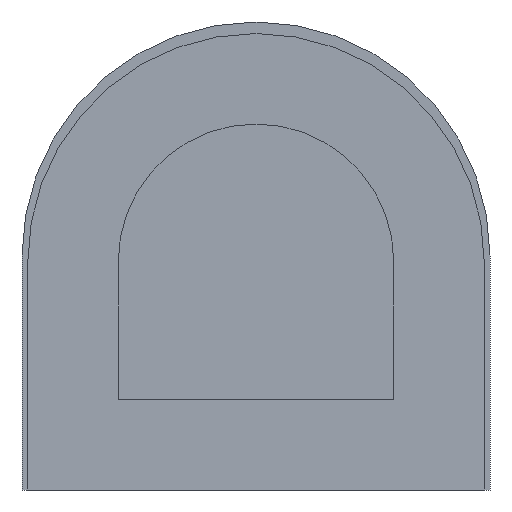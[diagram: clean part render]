
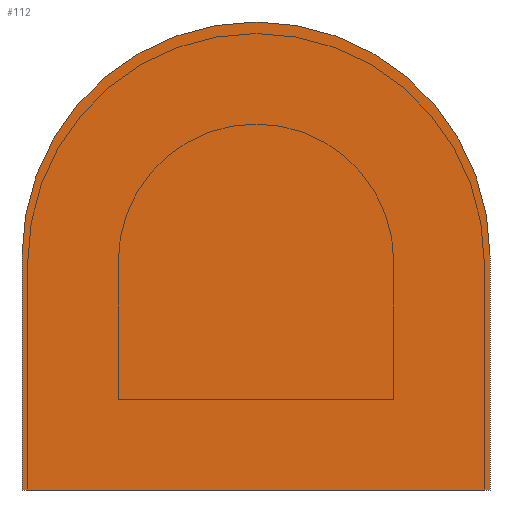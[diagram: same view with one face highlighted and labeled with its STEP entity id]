
A CAD part, front view. The second image highlights one B-rep face of the part: STEP entity #112.
In plain terms, the highlighted planar face has unit normal (0, -1, 0).
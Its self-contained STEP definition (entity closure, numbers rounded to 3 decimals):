
#112 = ADVANCED_FACE( '', ( #197 ), #198, .T. );
#197 = FACE_OUTER_BOUND( '', #261, .T. );
#198 = PLANE( '', #262 );
#261 = EDGE_LOOP( '', ( #394, #395, #396, #397 ) );
#262 = AXIS2_PLACEMENT_3D( '', #398, #399, #400 );
#394 = ORIENTED_EDGE( '', *, *, #438, .T. );
#395 = ORIENTED_EDGE( '', *, *, #451, .T. );
#396 = ORIENTED_EDGE( '', *, *, #424, .T. );
#397 = ORIENTED_EDGE( '', *, *, #420, .T. );
#398 = CARTESIAN_POINT( '', ( 0., -500.1, 4.06 ) );
#399 = DIRECTION( '', ( 0., -1., 0. ) );
#400 = DIRECTION( '', ( 0., 0., -1. ) );
#420 = EDGE_CURVE( '', #487, #485, #488, .T. );
#424 = EDGE_CURVE( '', #493, #487, #494, .T. );
#438 = EDGE_CURVE( '', #485, #511, #513, .T. );
#451 = EDGE_CURVE( '', #511, #493, #527, .T. );
#485 = VERTEX_POINT( '', #574 );
#487 = VERTEX_POINT( '', #577 );
#488 = LINE( '', #578, #579 );
#493 = VERTEX_POINT( '', #586 );
#494 = LINE( '', #587, #588 );
#511 = VERTEX_POINT( '', #612 );
#513 = LINE( '', #615, #616 );
#527 = CIRCLE( '', #633, 4.06 );
#574 = CARTESIAN_POINT( '', ( 4.06, -500.1, 0. ) );
#577 = CARTESIAN_POINT( '', ( -4.06, -500.1, 0. ) );
#578 = CARTESIAN_POINT( '', ( -4.06, -500.1, 0. ) );
#579 = VECTOR( '', #650, 1000. );
#586 = CARTESIAN_POINT( '', ( -4.06, -500.1, 4.06 ) );
#587 = CARTESIAN_POINT( '', ( -4.06, -500.1, 4.06 ) );
#588 = VECTOR( '', #653, 1000. );
#612 = CARTESIAN_POINT( '', ( 4.06, -500.1, 4.06 ) );
#615 = CARTESIAN_POINT( '', ( 4.06, -500.1, 0. ) );
#616 = VECTOR( '', #668, 1000. );
#633 = AXIS2_PLACEMENT_3D( '', #681, #682, #683 );
#650 = DIRECTION( '', ( 1., 0., 0. ) );
#653 = DIRECTION( '', ( 0., 0., -1. ) );
#668 = DIRECTION( '', ( 0., 0., 1. ) );
#681 = CARTESIAN_POINT( '', ( 0., -500.1, 4.06 ) );
#682 = DIRECTION( '', ( 0., -1., 0. ) );
#683 = DIRECTION( '', ( 1., 0., 0. ) );
